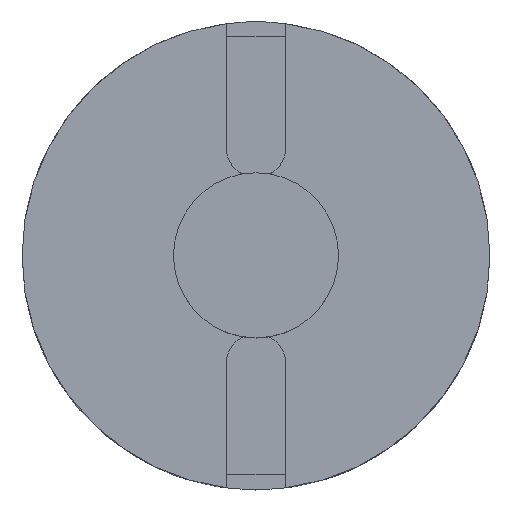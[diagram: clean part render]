
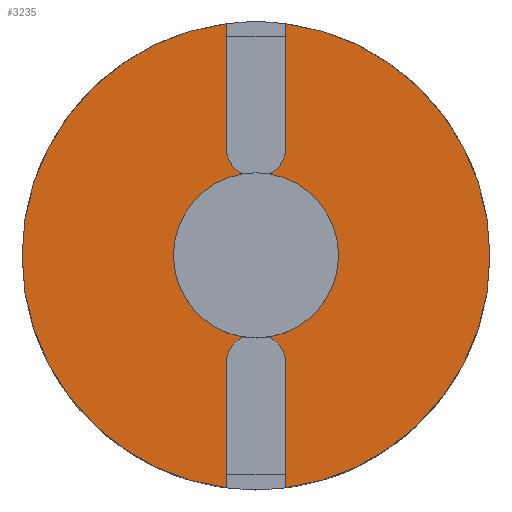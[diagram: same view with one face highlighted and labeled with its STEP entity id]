
A CAD part, top view. The second image highlights one B-rep face of the part: STEP entity #3235.
In plain terms, the highlighted planar face has unit normal (0, 0, 1).
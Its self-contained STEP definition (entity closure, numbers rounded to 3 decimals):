
#6 = AXIS2_PLACEMENT_3D ( 'NONE', #2957, #488, #3379 ) ;
#221 = EDGE_CURVE ( 'NONE', #2899, #4578, #742, .T. ) ;
#296 = VERTEX_POINT ( 'NONE', #2553 ) ;
#312 = LINE ( 'NONE', #3455, #4804 ) ;
#331 = DIRECTION ( 'NONE',  ( -1., 0., 0. ) ) ;
#334 = CARTESIAN_POINT ( 'NONE',  ( -3.969, -14.469, 25.4 ) ) ;
#412 = ORIENTED_EDGE ( 'NONE', *, *, #4088, .F. ) ;
#433 = AXIS2_PLACEMENT_3D ( 'NONE', #5239, #2800, #331 ) ;
#448 = EDGE_CURVE ( 'NONE', #2528, #889, #4103, .T. ) ;
#468 = CARTESIAN_POINT ( 'NONE',  ( 0., -14.469, 25.4 ) ) ;
#488 = DIRECTION ( 'NONE',  ( 0., 0., -1. ) ) ;
#538 = ORIENTED_EDGE ( 'NONE', *, *, #3870, .F. ) ;
#595 = ORIENTED_EDGE ( 'NONE', *, *, #221, .F. ) ;
#630 = DIRECTION ( 'NONE',  ( 0., 1., 0. ) ) ;
#651 = AXIS2_PLACEMENT_3D ( 'NONE', #4653, #2214, #5060 ) ;
#742 = CIRCLE ( 'NONE', #3648, 31.5 ) ;
#839 = VERTEX_POINT ( 'NONE', #3978 ) ;
#852 = ORIENTED_EDGE ( 'NONE', *, *, #1193, .F. ) ;
#868 = DIRECTION ( 'NONE',  ( -1., 0., 0. ) ) ;
#889 = VERTEX_POINT ( 'NONE', #1366 ) ;
#924 = ORIENTED_EDGE ( 'NONE', *, *, #4766, .F. ) ;
#951 = CARTESIAN_POINT ( 'NONE',  ( 3.969, 31.5, 25.4 ) ) ;
#958 = LINE ( 'NONE', #951, #2900 ) ;
#965 = VERTEX_POINT ( 'NONE', #2737 ) ;
#975 = DIRECTION ( 'NONE',  ( 0., -1., 0. ) ) ;
#977 = AXIS2_PLACEMENT_3D ( 'NONE', #2009, #4862, #2434 ) ;
#1014 = VERTEX_POINT ( 'NONE', #3664 ) ;
#1130 = CARTESIAN_POINT ( 'NONE',  ( 0., 0., 25.4 ) ) ;
#1140 = CIRCLE ( 'NONE', #6, 31.5 ) ;
#1175 = ORIENTED_EDGE ( 'NONE', *, *, #2496, .F. ) ;
#1193 = EDGE_CURVE ( 'NONE', #839, #2899, #1600, .T. ) ;
#1210 = FACE_OUTER_BOUND ( 'NONE', #5073, .T. ) ;
#1273 = CIRCLE ( 'NONE', #1490, 3.969 ) ;
#1308 = ORIENTED_EDGE ( 'NONE', *, *, #3625, .F. ) ;
#1366 = CARTESIAN_POINT ( 'NONE',  ( -3.969, -31.249, 25.4 ) ) ;
#1412 = EDGE_LOOP ( 'NONE', ( #1704, #1711 ) ) ;
#1490 = AXIS2_PLACEMENT_3D ( 'NONE', #468, #3358, #868 ) ;
#1503 = ORIENTED_EDGE ( 'NONE', *, *, #2135, .F. ) ;
#1561 = DIRECTION ( 'NONE',  ( -1., 0., 0. ) ) ;
#1573 = ORIENTED_EDGE ( 'NONE', *, *, #448, .F. ) ;
#1600 = LINE ( 'NONE', #3855, #3659 ) ;
#1606 = FACE_BOUND ( 'NONE', #1412, .T. ) ;
#1608 = CIRCLE ( 'NONE', #977, 3.969 ) ;
#1639 = ORIENTED_EDGE ( 'NONE', *, *, #3770, .F. ) ;
#1704 = ORIENTED_EDGE ( 'NONE', *, *, #4672, .T. ) ;
#1711 = ORIENTED_EDGE ( 'NONE', *, *, #2784, .T. ) ;
#1722 = DIRECTION ( 'NONE',  ( 0., 0., 1. ) ) ;
#1732 = AXIS2_PLACEMENT_3D ( 'NONE', #4544, #2097, #4946 ) ;
#1915 = CIRCLE ( 'NONE', #651, 31.5 ) ;
#2009 = CARTESIAN_POINT ( 'NONE',  ( 0., 14.469, 25.4 ) ) ;
#2066 = CIRCLE ( 'NONE', #1732, 31.5 ) ;
#2097 = DIRECTION ( 'NONE',  ( 0., 0., -1. ) ) ;
#2135 = EDGE_CURVE ( 'NONE', #889, #3754, #2066, .T. ) ;
#2182 = AXIS2_PLACEMENT_3D ( 'NONE', #1130, #4019, #1561 ) ;
#2214 = DIRECTION ( 'NONE',  ( 0., 0., -1. ) ) ;
#2265 = VERTEX_POINT ( 'NONE', #4163 ) ;
#2434 = DIRECTION ( 'NONE',  ( 1., 0., 0. ) ) ;
#2443 = DIRECTION ( 'NONE',  ( -1., 0., 0. ) ) ;
#2496 = EDGE_CURVE ( 'NONE', #965, #296, #312, .T. ) ;
#2515 = CARTESIAN_POINT ( 'NONE',  ( -31.5, 0., 25.4 ) ) ;
#2528 = VERTEX_POINT ( 'NONE', #4670 ) ;
#2553 = CARTESIAN_POINT ( 'NONE',  ( -3.969, 14.469, 25.4 ) ) ;
#2737 = CARTESIAN_POINT ( 'NONE',  ( -3.969, 31.249, 25.4 ) ) ;
#2765 = CARTESIAN_POINT ( 'NONE',  ( 31.5, 0., 25.4 ) ) ;
#2784 = EDGE_CURVE ( 'NONE', #1014, #2265, #3216, .T. ) ;
#2800 = DIRECTION ( 'NONE',  ( 0., 0., -1. ) ) ;
#2846 = CARTESIAN_POINT ( 'NONE',  ( 0., 0., 25.4 ) ) ;
#2899 = VERTEX_POINT ( 'NONE', #3246 ) ;
#2900 = VECTOR ( 'NONE', #3435, 1000. ) ;
#2942 = CARTESIAN_POINT ( 'NONE',  ( 0., 31.5, 25.4 ) ) ;
#2957 = CARTESIAN_POINT ( 'NONE',  ( 0., 0., 25.4 ) ) ;
#3015 = VECTOR ( 'NONE', #4545, 1000. ) ;
#3216 = CIRCLE ( 'NONE', #2182, 9.525 ) ;
#3235 = ADVANCED_FACE ( 'NONE', ( #1210, #1606 ), #4181, .T. ) ;
#3246 = CARTESIAN_POINT ( 'NONE',  ( 3.969, 31.249, 25.4 ) ) ;
#3256 = AXIS2_PLACEMENT_3D ( 'NONE', #2942, #1722, #4591 ) ;
#3358 = DIRECTION ( 'NONE',  ( 0., 0., 1. ) ) ;
#3379 = DIRECTION ( 'NONE',  ( -1., 0., 0. ) ) ;
#3382 = CARTESIAN_POINT ( 'NONE',  ( 3.969, -14.469, 25.4 ) ) ;
#3435 = DIRECTION ( 'NONE',  ( 0., 1., 0. ) ) ;
#3455 = CARTESIAN_POINT ( 'NONE',  ( -3.969, 31.5, 25.4 ) ) ;
#3573 = VERTEX_POINT ( 'NONE', #3382 ) ;
#3625 = EDGE_CURVE ( 'NONE', #3754, #965, #1915, .T. ) ;
#3648 = AXIS2_PLACEMENT_3D ( 'NONE', #2846, #5286, #2443 ) ;
#3659 = VECTOR ( 'NONE', #630, 1000. ) ;
#3664 = CARTESIAN_POINT ( 'NONE',  ( 9.525, 0., 25.4 ) ) ;
#3754 = VERTEX_POINT ( 'NONE', #2515 ) ;
#3770 = EDGE_CURVE ( 'NONE', #3573, #2528, #1273, .T. ) ;
#3855 = CARTESIAN_POINT ( 'NONE',  ( 3.969, 14.469, 25.4 ) ) ;
#3870 = EDGE_CURVE ( 'NONE', #4578, #3935, #1140, .T. ) ;
#3935 = VERTEX_POINT ( 'NONE', #4986 ) ;
#3978 = CARTESIAN_POINT ( 'NONE',  ( 3.969, 14.469, 25.4 ) ) ;
#4019 = DIRECTION ( 'NONE',  ( 0., 0., -1. ) ) ;
#4088 = EDGE_CURVE ( 'NONE', #3935, #3573, #958, .T. ) ;
#4103 = LINE ( 'NONE', #334, #3015 ) ;
#4163 = CARTESIAN_POINT ( 'NONE',  ( -9.525, 0., 25.4 ) ) ;
#4181 = PLANE ( 'NONE',  #3256 ) ;
#4544 = CARTESIAN_POINT ( 'NONE',  ( 0., 0., 25.4 ) ) ;
#4545 = DIRECTION ( 'NONE',  ( 0., -1., 0. ) ) ;
#4578 = VERTEX_POINT ( 'NONE', #2765 ) ;
#4591 = DIRECTION ( 'NONE',  ( 1., 0., 0. ) ) ;
#4653 = CARTESIAN_POINT ( 'NONE',  ( 0., 0., 25.4 ) ) ;
#4670 = CARTESIAN_POINT ( 'NONE',  ( -3.969, -14.469, 25.4 ) ) ;
#4672 = EDGE_CURVE ( 'NONE', #2265, #1014, #4998, .T. ) ;
#4766 = EDGE_CURVE ( 'NONE', #296, #839, #1608, .T. ) ;
#4804 = VECTOR ( 'NONE', #975, 1000. ) ;
#4862 = DIRECTION ( 'NONE',  ( 0., 0., 1. ) ) ;
#4946 = DIRECTION ( 'NONE',  ( -1., 0., 0. ) ) ;
#4986 = CARTESIAN_POINT ( 'NONE',  ( 3.969, -31.249, 25.4 ) ) ;
#4998 = CIRCLE ( 'NONE', #433, 9.525 ) ;
#5060 = DIRECTION ( 'NONE',  ( -1., 0., 0. ) ) ;
#5073 = EDGE_LOOP ( 'NONE', ( #412, #538, #595, #852, #924, #1175, #1308, #1503, #1573, #1639 ) ) ;
#5239 = CARTESIAN_POINT ( 'NONE',  ( 0., 0., 25.4 ) ) ;
#5286 = DIRECTION ( 'NONE',  ( 0., 0., -1. ) ) ;
